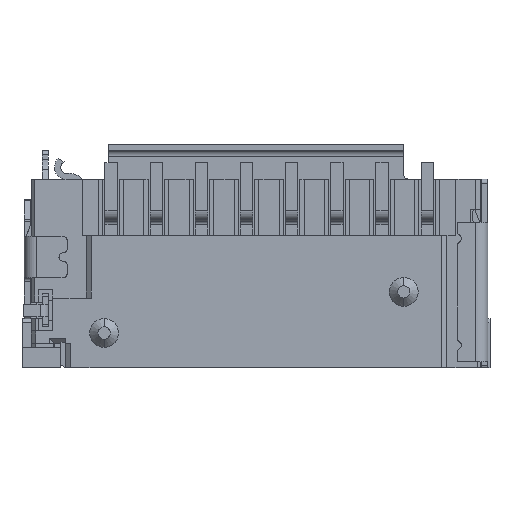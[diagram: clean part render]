
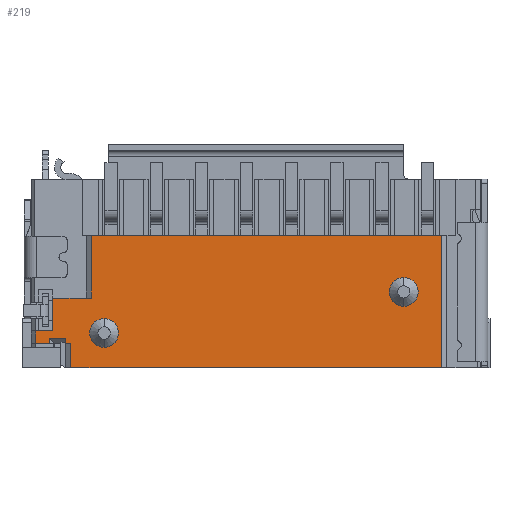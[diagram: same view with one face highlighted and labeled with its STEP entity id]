
A CAD part, front view. The second image highlights one B-rep face of the part: STEP entity #219.
In plain terms, the highlighted planar face has unit normal (0, -1, 0).
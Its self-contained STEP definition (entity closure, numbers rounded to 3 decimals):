
#219=ADVANCED_FACE('',(#1154,#1155,#1156),#1157,.T.);
#1154=FACE_OUTER_BOUND('',#2738,.T.);
#1155=FACE_BOUND('',#2739,.T.);
#1156=FACE_BOUND('',#2740,.T.);
#1157=PLANE('',#2741);
#2738=EDGE_LOOP('',(#5289,#5290,#5291,#5292,#5293,#5294,#5295,#5296,#5297,#5298,#5299,#5300,#5301,#5302));
#2739=EDGE_LOOP('',(#5303,#5304));
#2740=EDGE_LOOP('',(#5305,#5306));
#2741=AXIS2_PLACEMENT_3D('',#5307,#5308,#5309);
#5289=ORIENTED_EDGE('',*,*,#11803,.F.);
#5290=ORIENTED_EDGE('',*,*,#11804,.T.);
#5291=ORIENTED_EDGE('',*,*,#11805,.T.);
#5292=ORIENTED_EDGE('',*,*,#11244,.T.);
#5293=ORIENTED_EDGE('',*,*,#11806,.F.);
#5294=ORIENTED_EDGE('',*,*,#11807,.T.);
#5295=ORIENTED_EDGE('',*,*,#11808,.T.);
#5296=ORIENTED_EDGE('',*,*,#11809,.T.);
#5297=ORIENTED_EDGE('',*,*,#11810,.F.);
#5298=ORIENTED_EDGE('',*,*,#11778,.F.);
#5299=ORIENTED_EDGE('',*,*,#11785,.T.);
#5300=ORIENTED_EDGE('',*,*,#11793,.T.);
#5301=ORIENTED_EDGE('',*,*,#11811,.T.);
#5302=ORIENTED_EDGE('',*,*,#11802,.F.);
#5303=ORIENTED_EDGE('',*,*,#11131,.F.);
#5304=ORIENTED_EDGE('',*,*,#11812,.F.);
#5305=ORIENTED_EDGE('',*,*,#11115,.F.);
#5306=ORIENTED_EDGE('',*,*,#11813,.F.);
#5307=CARTESIAN_POINT('',(-5.79,-1.035,-2.3));
#5308=DIRECTION('',(0.0,-1.0,0.0));
#5309=DIRECTION('',(0.0,0.0,-1.0));
#11115=EDGE_CURVE('',#13496,#13499,#13500,.T.);
#11131=EDGE_CURVE('',#13527,#13530,#13531,.T.);
#11244=EDGE_CURVE('',#13755,#13753,#13756,.T.);
#11778=EDGE_CURVE('',#14727,#14728,#14729,.T.);
#11785=EDGE_CURVE('',#14727,#14740,#14741,.T.);
#11793=EDGE_CURVE('',#14740,#14755,#14756,.T.);
#11802=EDGE_CURVE('',#14770,#14764,#14772,.T.);
#11803=EDGE_CURVE('',#14773,#14770,#14774,.T.);
#11804=EDGE_CURVE('',#14773,#14775,#14776,.T.);
#11805=EDGE_CURVE('',#14775,#13755,#14777,.T.);
#11806=EDGE_CURVE('',#14778,#13753,#14779,.T.);
#11807=EDGE_CURVE('',#14778,#14780,#14781,.T.);
#11808=EDGE_CURVE('',#14780,#14782,#14783,.T.);
#11809=EDGE_CURVE('',#14782,#14784,#14785,.T.);
#11810=EDGE_CURVE('',#14728,#14784,#14786,.T.);
#11811=EDGE_CURVE('',#14755,#14764,#14787,.T.);
#11812=EDGE_CURVE('',#13530,#13527,#14788,.T.);
#11813=EDGE_CURVE('',#13499,#13496,#14789,.T.);
#13496=VERTEX_POINT('',#17336);
#13499=VERTEX_POINT('',#17340);
#13500=CIRCLE('',#17341,0.35);
#13527=VERTEX_POINT('',#17373);
#13530=VERTEX_POINT('',#17377);
#13531=CIRCLE('',#17378,0.35);
#13753=VERTEX_POINT('',#17666);
#13755=VERTEX_POINT('',#17669);
#13756=LINE('',#17670,#17671);
#14727=VERTEX_POINT('',#19130);
#14728=VERTEX_POINT('',#19131);
#14729=LINE('',#19132,#19133);
#14740=VERTEX_POINT('',#19150);
#14741=LINE('',#19151,#19152);
#14755=VERTEX_POINT('',#19173);
#14756=LINE('',#19174,#19175);
#14764=VERTEX_POINT('',#19187);
#14770=VERTEX_POINT('',#19196);
#14772=LINE('',#19199,#19200);
#14773=VERTEX_POINT('',#19201);
#14774=LINE('',#19202,#19203);
#14775=VERTEX_POINT('',#19204);
#14776=LINE('',#19205,#19206);
#14777=LINE('',#19207,#19208);
#14778=VERTEX_POINT('',#19209);
#14779=LINE('',#19210,#19211);
#14780=VERTEX_POINT('',#19212);
#14781=LINE('',#19213,#19214);
#14782=VERTEX_POINT('',#19215);
#14783=LINE('',#19216,#19217);
#14784=VERTEX_POINT('',#19218);
#14785=LINE('',#19219,#19220);
#14786=LINE('',#19221,#19222);
#14787=LINE('',#19223,#19224);
#14788=CIRCLE('',#19225,0.35);
#14789=CIRCLE('',#19226,0.35);
#17336=CARTESIAN_POINT('',(-3.67,-1.035,-1.45));
#17340=CARTESIAN_POINT('',(-4.37,-1.035,-1.45));
#17341=AXIS2_PLACEMENT_3D('',#23166,#23167,#23168);
#17373=CARTESIAN_POINT('',(3.63,-1.035,-0.45));
#17377=CARTESIAN_POINT('',(2.93,-1.035,-0.45));
#17378=AXIS2_PLACEMENT_3D('',#23202,#23203,#23204);
#17666=CARTESIAN_POINT('',(4.208,-1.035,-2.3));
#17669=CARTESIAN_POINT('',(-4.828,-1.035,-2.3));
#17670=CARTESIAN_POINT('',(-4.828,-1.035,-2.3));
#17671=VECTOR('',#23407,9.035);
#19130=CARTESIAN_POINT('',(-5.69,-1.035,-1.4));
#19131=CARTESIAN_POINT('',(-5.27,-1.035,-1.4));
#19132=CARTESIAN_POINT('',(-5.69,-1.035,-1.4));
#19133=VECTOR('',#24043,0.42);
#19150=CARTESIAN_POINT('',(-5.69,-1.035,-1.7));
#19151=CARTESIAN_POINT('',(-5.69,-1.035,-1.4));
#19152=VECTOR('',#24050,0.3);
#19173=CARTESIAN_POINT('',(-5.36,-1.035,-1.7));
#19174=CARTESIAN_POINT('',(-5.69,-1.035,-1.7));
#19175=VECTOR('',#24058,0.33);
#19187=CARTESIAN_POINT('',(-5.36,-1.035,-1.575));
#19196=CARTESIAN_POINT('',(-4.95,-1.035,-1.575));
#19199=CARTESIAN_POINT('',(-4.95,-1.035,-1.575));
#19200=VECTOR('',#24067,0.41);
#19201=CARTESIAN_POINT('',(-4.95,-1.035,-1.7));
#19202=CARTESIAN_POINT('',(-4.95,-1.035,-1.7));
#19203=VECTOR('',#24068,0.125);
#19204=CARTESIAN_POINT('',(-4.828,-1.035,-1.7));
#19205=CARTESIAN_POINT('',(-4.95,-1.035,-1.7));
#19206=VECTOR('',#24069,0.122);
#19207=CARTESIAN_POINT('',(-4.828,-1.035,-1.7));
#19208=VECTOR('',#24070,0.6);
#19209=CARTESIAN_POINT('',(4.208,-1.035,0.93));
#19210=CARTESIAN_POINT('',(4.208,-1.035,0.93));
#19211=VECTOR('',#24071,3.23);
#19212=CARTESIAN_POINT('',(-4.333,-1.035,0.93));
#19213=CARTESIAN_POINT('',(4.208,-1.035,0.93));
#19214=VECTOR('',#24072,8.54);
#19215=CARTESIAN_POINT('',(-4.333,-1.035,-0.6));
#19216=CARTESIAN_POINT('',(-4.333,-1.035,0.93));
#19217=VECTOR('',#24073,1.53);
#19218=CARTESIAN_POINT('',(-5.27,-1.035,-0.6));
#19219=CARTESIAN_POINT('',(-4.333,-1.035,-0.6));
#19220=VECTOR('',#24074,0.937);
#19221=CARTESIAN_POINT('',(-5.27,-1.035,-1.4));
#19222=VECTOR('',#24075,0.8);
#19223=CARTESIAN_POINT('',(-5.36,-1.035,-1.7));
#19224=VECTOR('',#24076,0.125);
#19225=AXIS2_PLACEMENT_3D('',#24077,#24078,#24079);
#19226=AXIS2_PLACEMENT_3D('',#24080,#24081,#24082);
#23166=CARTESIAN_POINT('',(-4.02,-1.035,-1.45));
#23167=DIRECTION('',(0.0,-1.0,0.0));
#23168=DIRECTION('',(1.0,0.0,0.0));
#23202=CARTESIAN_POINT('',(3.28,-1.035,-0.45));
#23203=DIRECTION('',(0.0,-1.0,0.0));
#23204=DIRECTION('',(1.0,0.0,0.0));
#23407=DIRECTION('',(1.0,0.0,0.0));
#24043=DIRECTION('',(1.0,0.0,0.0));
#24050=DIRECTION('',(0.0,0.0,-1.0));
#24058=DIRECTION('',(1.0,0.0,0.0));
#24067=DIRECTION('',(-1.0,0.0,0.0));
#24068=DIRECTION('',(0.0,0.0,1.0));
#24069=DIRECTION('',(1.0,0.0,0.0));
#24070=DIRECTION('',(0.0,0.0,-1.0));
#24071=DIRECTION('',(0.0,0.0,-1.0));
#24072=DIRECTION('',(-1.0,0.0,0.0));
#24073=DIRECTION('',(0.0,0.0,-1.0));
#24074=DIRECTION('',(-1.0,0.0,0.0));
#24075=DIRECTION('',(0.0,0.0,1.0));
#24076=DIRECTION('',(0.0,0.0,1.0));
#24077=CARTESIAN_POINT('',(3.28,-1.035,-0.45));
#24078=DIRECTION('',(0.0,-1.0,0.0));
#24079=DIRECTION('',(1.0,0.0,0.0));
#24080=CARTESIAN_POINT('',(-4.02,-1.035,-1.45));
#24081=DIRECTION('',(0.0,-1.0,0.0));
#24082=DIRECTION('',(1.0,0.0,0.0));
